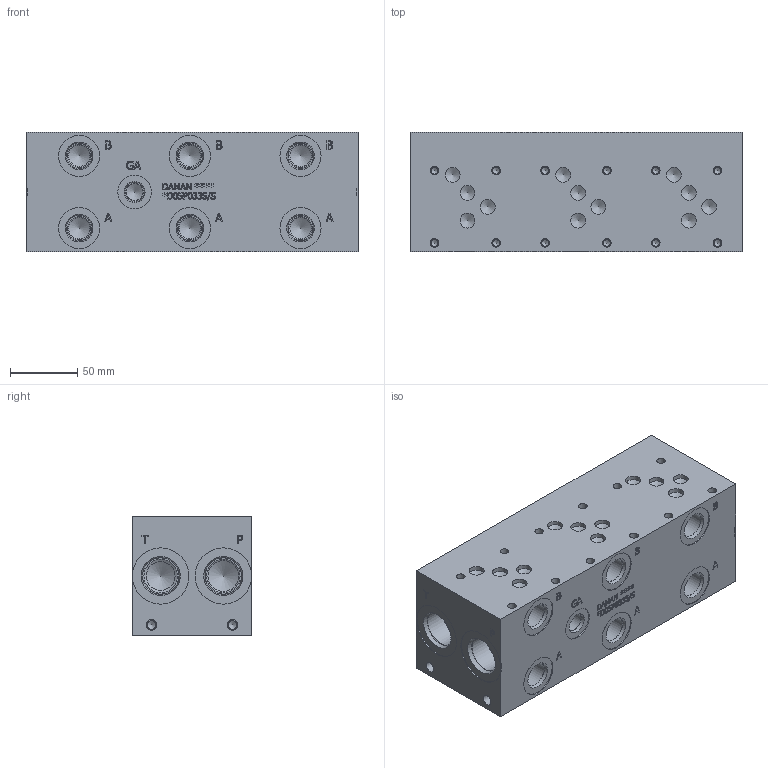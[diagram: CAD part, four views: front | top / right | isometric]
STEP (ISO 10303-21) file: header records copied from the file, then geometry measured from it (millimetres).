
FILE_DESCRIPTION(/* description */ (''),/* implementation_level */ '2;1');
FILE_NAME(/* name */ '_D05P033S_S.stp',/* time_stamp */ '2022-10-21T12:26:08-04:00',/* author */ ('mikeh'),/* organization */ (''),/* preprocessor_version */ 'ST-DEVELOPER v18',/* originating_system */ 'Autodesk Inventor 2020',/* authorisation */ '');
FILE_SCHEMA (('AUTOMOTIVE_DESIGN { 1 0 10303 214 3 1 1 }'));
Length unit declared in the file: millimetre
Products named in the file (1): Part_AD05P033S_S_3D
Bounding box: 247.65 x 88.9 x 88.9 mm (x, y, z)
Volume: 1801576.8 mm3; surface area: 135176.4 mm2
Topology: 1 solids, 1 shells, 784 faces, 2147 edges, 1457 vertices
Faces by surface type: plane 401, bspline 203, cylinder 105, cone 75
Full cylindrical faces by diameter (mm): 5.105 x12, 6.35 x12, 6.528 x4, 7.925 x4, 11.125 x12, 12.7 x1, 12.9 x1, 14.275 x1, 14.529 x1, 15.875 x6, 17.475 x1, 17.501 x6, 19.05 x6, 19.253 x6, 21.438 x2, 22.225 x1, 23.012 x2, 23.698 x1, 24.917 x4, 25.019 x1, 25.4 x1, 26.187 x1, 27 x4, 27.381 x1, 27.432 x4, 30.632 x6, 42.037 x4
Entity records: 26404 total; most frequent: CARTESIAN_POINT 6988, ORIENTED_EDGE 4214, DIRECTION 3262, EDGE_CURVE 2107, VERTEX_POINT 1457, LINE 1304, VECTOR 1304, AXIS2_PLACEMENT_3D 979
